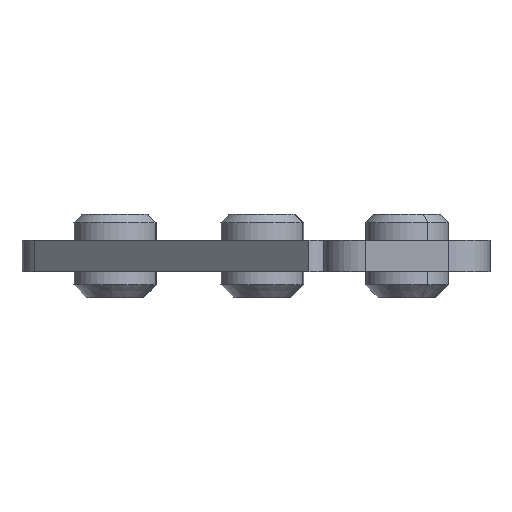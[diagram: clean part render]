
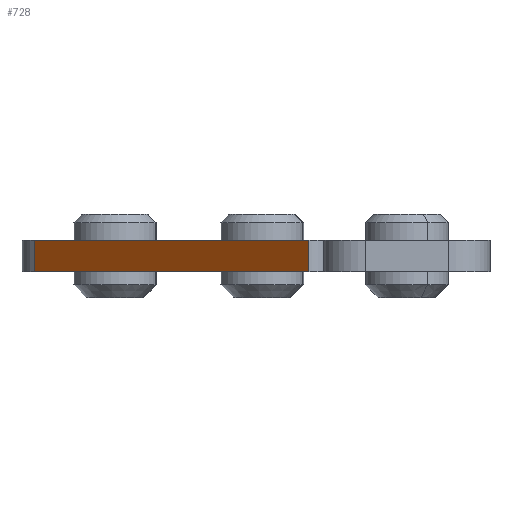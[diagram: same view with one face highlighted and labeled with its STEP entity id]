
A CAD part, front view. The second image highlights one B-rep face of the part: STEP entity #728.
In plain terms, the highlighted planar face has unit normal (-0.707, -0.707, 0).
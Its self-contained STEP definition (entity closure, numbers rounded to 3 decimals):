
#34 = VERTEX_POINT ( 'NONE', #1575 ) ;
#45 = VERTEX_POINT ( 'NONE', #1407 ) ;
#55 = VERTEX_POINT ( 'NONE', #1412 ) ;
#88 = EDGE_CURVE ( 'NONE', #55, #34, #415, .T. ) ;
#340 = VERTEX_POINT ( 'NONE', #1487 ) ;
#415 = LINE ( 'NONE', #1392, #420 ) ;
#420 = VECTOR ( 'NONE', #1418, 1000. ) ;
#492 = FACE_OUTER_BOUND ( 'NONE', #1038, .T. ) ;
#657 = LINE ( 'NONE', #1750, #667 ) ;
#662 = LINE ( 'NONE', #1757, #664 ) ;
#663 = LINE ( 'NONE', #1743, #665 ) ;
#664 = VECTOR ( 'NONE', #1756, 1000. ) ;
#665 = VECTOR ( 'NONE', #1741, 1000. ) ;
#667 = VECTOR ( 'NONE', #1740, 1000. ) ;
#728 = ADVANCED_FACE ( 'NONE', ( #492 ), #900, .F. ) ;
#897 = DIRECTION ( 'NONE',  ( -0.707, 0.707, 0. ) ) ;
#898 = DIRECTION ( 'NONE',  ( 0.707, 0.707, 0. ) ) ;
#900 = PLANE ( 'NONE',  #1140 ) ;
#902 = CARTESIAN_POINT ( 'NONE',  ( -43.841, 71.213, 1.5 ) ) ;
#923 = ORIENTED_EDGE ( 'NONE', *, *, #1360, .T. ) ;
#924 = ORIENTED_EDGE ( 'NONE', *, *, #1361, .F. ) ;
#925 = ORIENTED_EDGE ( 'NONE', *, *, #1362, .F. ) ;
#926 = ORIENTED_EDGE ( 'NONE', *, *, #88, .T. ) ;
#1038 = EDGE_LOOP ( 'NONE', ( #923, #924, #925, #926 ) ) ;
#1140 = AXIS2_PLACEMENT_3D ( 'NONE', #902, #898, #897 ) ;
#1360 = EDGE_CURVE ( 'NONE', #34, #340, #662, .T. ) ;
#1361 = EDGE_CURVE ( 'NONE', #45, #340, #663, .T. ) ;
#1362 = EDGE_CURVE ( 'NONE', #55, #45, #657, .T. ) ;
#1392 = CARTESIAN_POINT ( 'NONE',  ( -43.841, 71.213, 1.5 ) ) ;
#1407 = CARTESIAN_POINT ( 'NONE',  ( -17.414, 44.787, 1.5 ) ) ;
#1412 = CARTESIAN_POINT ( 'NONE',  ( -43.841, 71.213, 1.5 ) ) ;
#1418 = DIRECTION ( 'NONE',  ( 0., 0., -1. ) ) ;
#1487 = CARTESIAN_POINT ( 'NONE',  ( -17.414, 44.787, -1.5 ) ) ;
#1575 = CARTESIAN_POINT ( 'NONE',  ( -43.841, 71.213, -1.5 ) ) ;
#1740 = DIRECTION ( 'NONE',  ( 0.707, -0.707, 0. ) ) ;
#1741 = DIRECTION ( 'NONE',  ( 0., 0., -1. ) ) ;
#1743 = CARTESIAN_POINT ( 'NONE',  ( -17.414, 44.787, 1.5 ) ) ;
#1750 = CARTESIAN_POINT ( 'NONE',  ( -43.841, 71.213, 1.5 ) ) ;
#1756 = DIRECTION ( 'NONE',  ( 0.707, -0.707, 0. ) ) ;
#1757 = CARTESIAN_POINT ( 'NONE',  ( -43.841, 71.213, -1.5 ) ) ;
